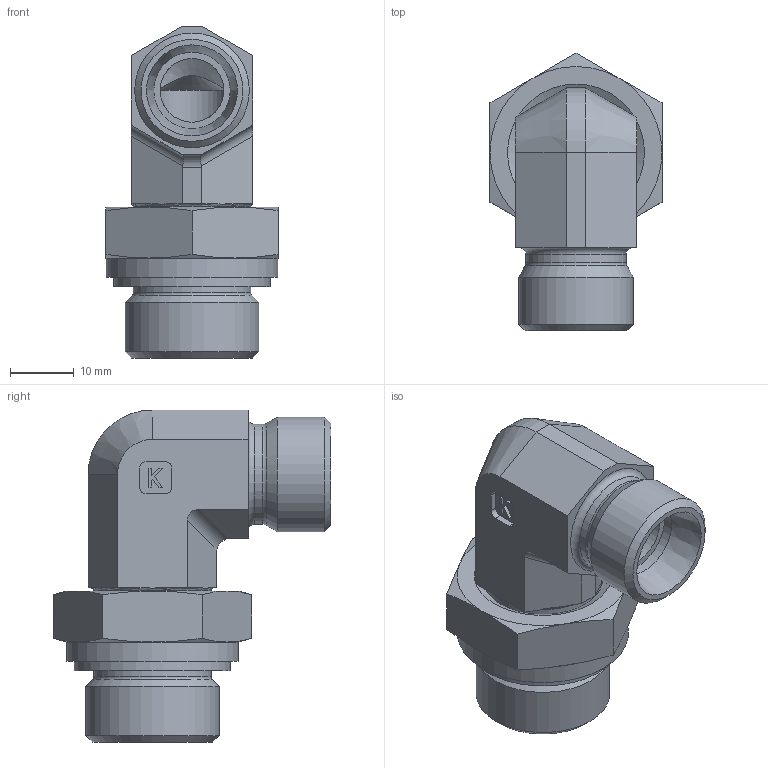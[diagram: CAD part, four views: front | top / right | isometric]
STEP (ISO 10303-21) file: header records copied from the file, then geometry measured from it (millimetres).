
FILE_DESCRIPTION((''),'2;1');
FILE_NAME('6721218012.stp','2015-07-17T15:06:28',(''),('KNOMI spol. s r. o.'),'Autodesk Inventor 2012','Autodesk Inventor 2012','');
FILE_SCHEMA(('AUTOMOTIVE_DESIGN { 1 2 10303 214 0 1 1 1 }'));
Length unit declared in the file: millimetre
Products named in the file (4): ÚPS G1/2"/M18 plocha; 679 1218 12; 679 5 120; 6017002333
Assembly tree (3 placements, depth 2):
  ÚPS G1/2"/M18 plocha
    679 1218 12
    679 5 120
    6017002333
Bounding box: 27 x 43.59 x 52.1 mm (x, y, z)
Volume: 18110.7 mm3; surface area: 10292.7 mm2
Topology: 3 solids, 3 shells, 109 faces, 257 edges, 160 vertices
Faces by surface type: plane 54, cone 26, cylinder 22, torus 7
Full cylindrical faces by diameter (mm): 10 x1, 11 x1, 12 x1, 15.7 x1, 18 x1, 18.4 x2, 18.631 x1, 19 x1, 20.955 x2, 24 x1, 24.5 x1, 26.9 x1
Entity records: 3190 total; most frequent: CARTESIAN_POINT 640, DIRECTION 496, ORIENTED_EDGE 440, EDGE_CURVE 220, AXIS2_PLACEMENT_3D 194, VERTEX_POINT 154, EDGE_LOOP 152, FACE_OUTER_BOUND 109
